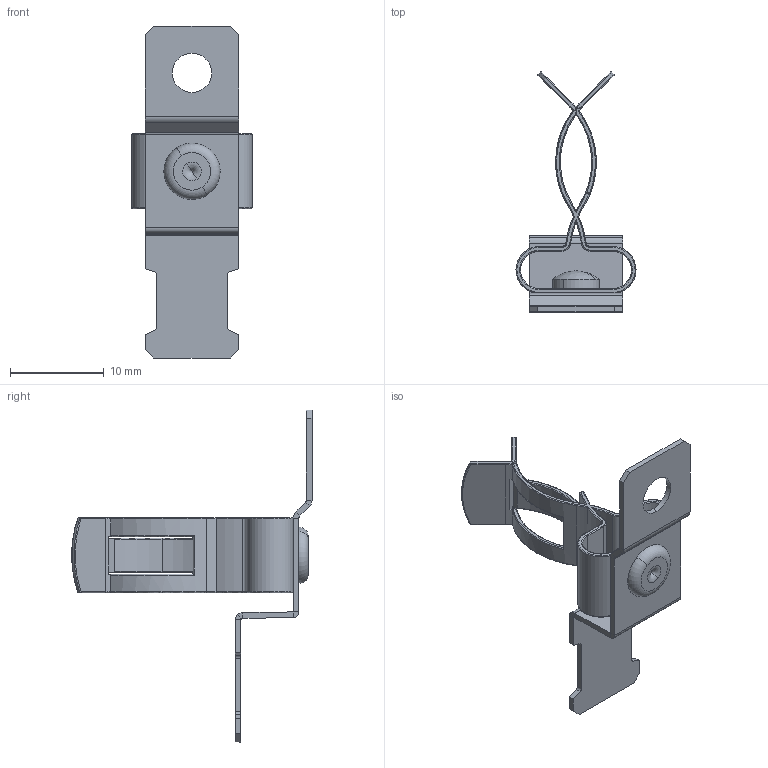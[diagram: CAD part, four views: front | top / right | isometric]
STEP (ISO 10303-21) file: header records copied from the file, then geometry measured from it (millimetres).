
FILE_DESCRIPTION (( 'STEP AP214' ), '1' );
FILE_NAME ('1022-231.STEP', '2024-03-14T09:04:54', ( '' ), ( '' ), 'SwSTEP 2.0', 'SolidWorks 2022', '' );
FILE_SCHEMA (( 'AUTOMOTIVE_DESIGN' ));
Length unit declared in the file: millimetre
Products named in the file (4): 1022-064.; 1011-001; 1022-231; 3x1,5_1mm Blechstärke
Assembly tree (3 placements, depth 2):
  1022-231
    1022-064.
    3x1,5_1mm Blechstärke
    1011-001
Bounding box: 12.8 x 25.61 x 35.4 mm (x, y, z)
Volume: 515.6 mm3; surface area: 1976.5 mm2
Topology: 3 solids, 3 shells, 373 faces, 918 edges, 552 vertices
Faces by surface type: plane 145, bspline 117, cylinder 105, torus 4, sphere 2
Entity records: 14095 total; most frequent: CARTESIAN_POINT 5801, ORIENTED_EDGE 1820, DIRECTION 1529, EDGE_CURVE 910, VERTEX_POINT 552, AXIS2_PLACEMENT_3D 528, LINE 473, VECTOR 473
